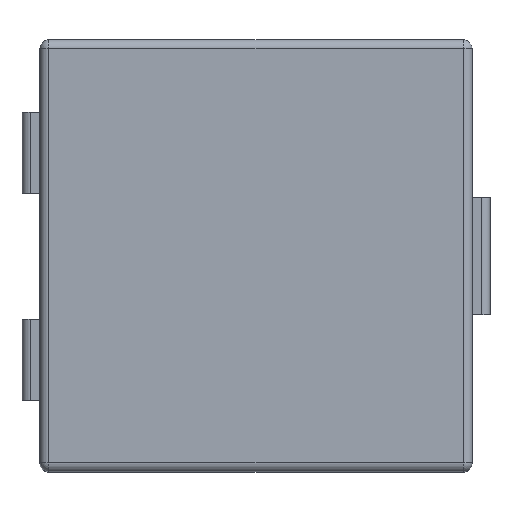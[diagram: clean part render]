
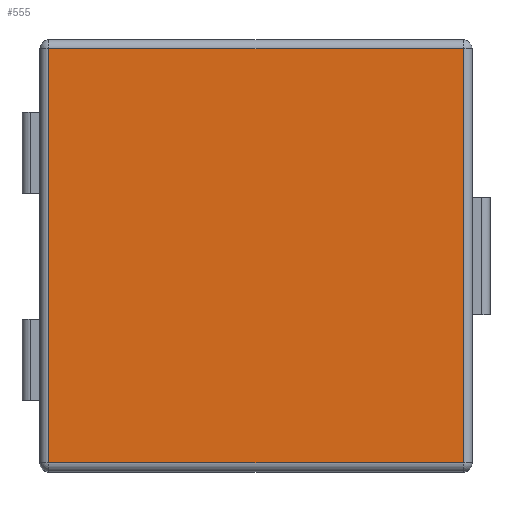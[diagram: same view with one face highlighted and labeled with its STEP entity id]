
A CAD part, top view. The second image highlights one B-rep face of the part: STEP entity #555.
In plain terms, the highlighted planar face has unit normal (0, 0, 1).
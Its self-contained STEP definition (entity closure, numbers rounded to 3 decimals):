
#516=CARTESIAN_POINT('',(-2.3,2.3,3.7));
#517=VERTEX_POINT('',#516);
#518=CARTESIAN_POINT('',(-2.3,-2.3,3.7));
#519=VERTEX_POINT('',#518);
#520=CARTESIAN_POINT('',(-2.3,-2.4,3.7));
#521=DIRECTION('',(0.0,-1.0,0.0));
#522=VECTOR('',#521,1.0);
#523=LINE('',#520,#522);
#524=EDGE_CURVE('n� 503',#517,#519,#523,.T.);
#525=ORIENTED_EDGE('',*,*,#524,.T.);
#526=CARTESIAN_POINT('',(2.3,-2.3,3.7));
#527=VERTEX_POINT('',#526);
#528=CARTESIAN_POINT('',(2.4,-2.3,3.7));
#529=DIRECTION('',(1.0,0.0,0.0));
#530=VECTOR('',#529,1.0);
#531=LINE('',#528,#530);
#532=EDGE_CURVE('n� 506',#519,#527,#531,.T.);
#533=ORIENTED_EDGE('',*,*,#532,.T.);
#534=CARTESIAN_POINT('',(2.3,2.3,3.7));
#535=VERTEX_POINT('',#534);
#536=CARTESIAN_POINT('',(2.3,2.4,3.7));
#537=DIRECTION('',(-0.0,1.0,0.0));
#538=VECTOR('',#537,1.0);
#539=LINE('',#536,#538);
#540=EDGE_CURVE('n� 495',#527,#535,#539,.T.);
#541=ORIENTED_EDGE('',*,*,#540,.T.);
#542=CARTESIAN_POINT('',(-2.4,2.3,3.7));
#543=DIRECTION('',(-1.0,-0.0,0.0));
#544=VECTOR('',#543,1.0);
#545=LINE('',#542,#544);
#546=EDGE_CURVE('n� 499',#535,#517,#545,.T.);
#547=ORIENTED_EDGE('',*,*,#546,.T.);
#548=EDGE_LOOP('',(#525,#533,#541,#547));
#549=FACE_OUTER_BOUND('',#548,.T.);
#550=CARTESIAN_POINT('',(-2.4,2.4,3.7));
#551=DIRECTION('',(0.0,0.0,1.0));
#552=DIRECTION('',(-1.0,-0.0,0.0));
#553=AXIS2_PLACEMENT_3D('',#550,#551,#552);
#554=PLANE('',#553);
#555=ADVANCED_FACE('n� 1',(#549),#554,.T.);
